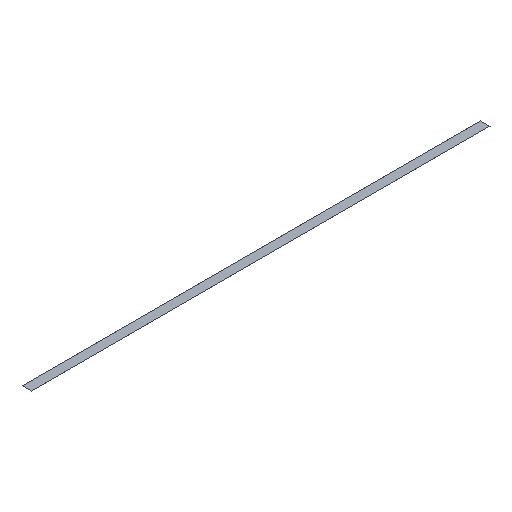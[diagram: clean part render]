
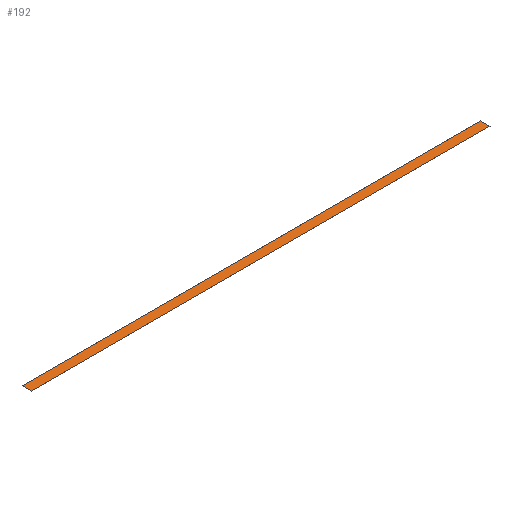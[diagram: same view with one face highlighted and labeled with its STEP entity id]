
A CAD part, isometric view. The second image highlights one B-rep face of the part: STEP entity #192.
In plain terms, the highlighted planar face has unit normal (0, 0, 1).
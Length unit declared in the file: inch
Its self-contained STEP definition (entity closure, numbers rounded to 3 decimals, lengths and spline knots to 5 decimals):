
#4 = AXIS2_PLACEMENT_3D ( 'NONE', #46, #113, #177 ) ;
#18 = DIRECTION ( 'NONE',  ( 1., 0., 0. ) ) ;
#19 = EDGE_CURVE ( 'NONE', #135, #52, #173, .T. ) ;
#21 = VERTEX_POINT ( 'NONE', #124 ) ;
#25 = EDGE_CURVE ( 'NONE', #57, #135, #58, .T. ) ;
#31 = PLANE ( 'NONE',  #4 ) ;
#32 = EDGE_CURVE ( 'NONE', #52, #21, #143, .T. ) ;
#46 = CARTESIAN_POINT ( 'NONE',  ( 150., 3., 0.0147 ) ) ;
#52 = VERTEX_POINT ( 'NONE', #95 ) ;
#57 = VERTEX_POINT ( 'NONE', #60 ) ;
#58 = LINE ( 'NONE', #111, #182 ) ;
#60 = CARTESIAN_POINT ( 'NONE',  ( -150., 3., 0.0147 ) ) ;
#61 = VECTOR ( 'NONE', #116, 39.37008 ) ;
#70 = VECTOR ( 'NONE', #122, 39.37008 ) ;
#78 = CARTESIAN_POINT ( 'NONE',  ( -150., -3., 0.0147 ) ) ;
#95 = CARTESIAN_POINT ( 'NONE',  ( 150., -3., 0.0147 ) ) ;
#106 = EDGE_LOOP ( 'NONE', ( #152, #153, #138, #140 ) ) ;
#110 = CARTESIAN_POINT ( 'NONE',  ( -150., -3., 0.0147 ) ) ;
#111 = CARTESIAN_POINT ( 'NONE',  ( -150., -3., 0.0147 ) ) ;
#113 = DIRECTION ( 'NONE',  ( 0., 0., -1. ) ) ;
#115 = LINE ( 'NONE', #128, #61 ) ;
#116 = DIRECTION ( 'NONE',  ( -1., 0., 0. ) ) ;
#122 = DIRECTION ( 'NONE',  ( 0., 1., 0. ) ) ;
#124 = CARTESIAN_POINT ( 'NONE',  ( 150., 3., 0.0147 ) ) ;
#127 = CARTESIAN_POINT ( 'NONE',  ( 150., -3., 0.0147 ) ) ;
#128 = CARTESIAN_POINT ( 'NONE',  ( -150., 3., 0.0147 ) ) ;
#135 = VERTEX_POINT ( 'NONE', #78 ) ;
#138 = ORIENTED_EDGE ( 'NONE', *, *, #25, .T. ) ;
#140 = ORIENTED_EDGE ( 'NONE', *, *, #19, .T. ) ;
#143 = LINE ( 'NONE', #127, #70 ) ;
#152 = ORIENTED_EDGE ( 'NONE', *, *, #32, .T. ) ;
#153 = ORIENTED_EDGE ( 'NONE', *, *, #178, .T. ) ;
#173 = LINE ( 'NONE', #110, #189 ) ;
#177 = DIRECTION ( 'NONE',  ( -1., 0., 0. ) ) ;
#178 = EDGE_CURVE ( 'NONE', #21, #57, #115, .T. ) ;
#182 = VECTOR ( 'NONE', #188, 39.37008 ) ;
#188 = DIRECTION ( 'NONE',  ( 0., -1., 0. ) ) ;
#189 = VECTOR ( 'NONE', #18, 39.37008 ) ;
#192 = ADVANCED_FACE ( 'NONE', ( #193 ), #31, .F. ) ;
#193 = FACE_OUTER_BOUND ( 'NONE', #106, .T. ) ;
